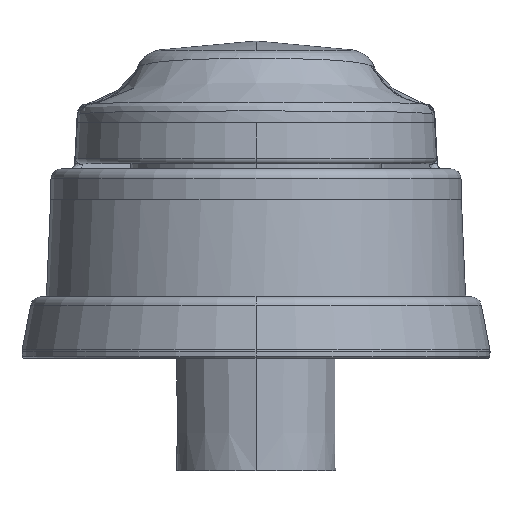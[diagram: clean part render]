
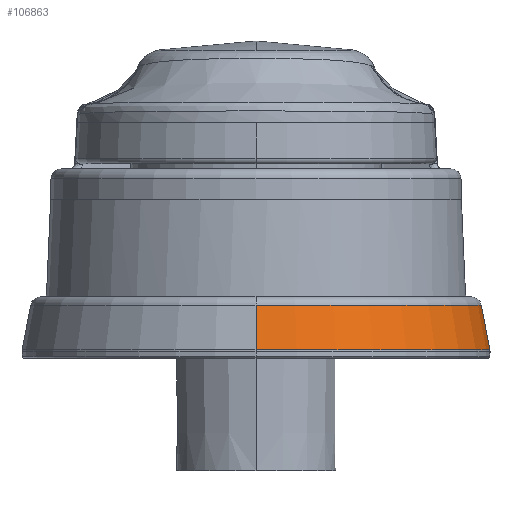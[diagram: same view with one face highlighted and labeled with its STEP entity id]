
A CAD part, front view. The second image highlights one B-rep face of the part: STEP entity #106863.
In plain terms, the highlighted conical face has half-angle 10.784 degrees and reference radius 21.85 mm.
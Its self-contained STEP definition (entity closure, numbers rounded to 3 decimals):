
#780 = ORIENTED_EDGE ( 'NONE', *, *, #87608, .T. ) ;
#10616 = CIRCLE ( 'NONE', #93542, 22.005 ) ;
#11379 = CARTESIAN_POINT ( 'NONE',  ( -22.832, 1.157, 0. ) ) ;
#18751 = LINE ( 'NONE', #130565, #125764 ) ;
#21739 = VERTEX_POINT ( 'NONE', #128105 ) ;
#25171 = ORIENTED_EDGE ( 'NONE', *, *, #54101, .T. ) ;
#26789 = DIRECTION ( 'NONE',  ( 0., 0.982, 0.187 ) ) ;
#28422 = DIRECTION ( 'NONE',  ( -0.187, 0.982, 0. ) ) ;
#32622 = EDGE_CURVE ( 'NONE', #21739, #105907, #120239, .T. ) ;
#37439 = DIRECTION ( 'NONE',  ( 0., 1., 0. ) ) ;
#38694 = ORIENTED_EDGE ( 'NONE', *, *, #56978, .T. ) ;
#44516 = CARTESIAN_POINT ( 'NONE',  ( 0., -3.187, 0. ) ) ;
#45483 = VERTEX_POINT ( 'NONE', #78647 ) ;
#49971 = VECTOR ( 'NONE', #28422, 1000. ) ;
#54101 = EDGE_CURVE ( 'NONE', #65616, #105907, #110024, .T. ) ;
#56978 = EDGE_CURVE ( 'NONE', #21739, #45483, #10616, .T. ) ;
#65616 = VERTEX_POINT ( 'NONE', #128233 ) ;
#68705 = FACE_OUTER_BOUND ( 'NONE', #119321, .T. ) ;
#69661 = CARTESIAN_POINT ( 'NONE',  ( -21.85, -4., 0. ) ) ;
#69732 = CONICAL_SURFACE ( 'NONE', #84557, 21.85, 0.188 ) ;
#73802 = DIRECTION ( 'NONE',  ( 0., 0., 1. ) ) ;
#78647 = CARTESIAN_POINT ( 'NONE',  ( 0., -3.187, 22.005 ) ) ;
#84557 = AXIS2_PLACEMENT_3D ( 'NONE', #109315, #37439, #88022 ) ;
#87608 = EDGE_CURVE ( 'NONE', #45483, #65616, #18751, .T. ) ;
#88022 = DIRECTION ( 'NONE',  ( 0., 0., 1. ) ) ;
#93542 = AXIS2_PLACEMENT_3D ( 'NONE', #44516, #124400, #73802 ) ;
#97729 = DIRECTION ( 'NONE',  ( 0., 0., -1. ) ) ;
#101489 = DIRECTION ( 'NONE',  ( 0., -1., 0. ) ) ;
#105907 = VERTEX_POINT ( 'NONE', #11379 ) ;
#106863 = ADVANCED_FACE ( 'NONE', ( #68705 ), #69732, .T. ) ;
#109315 = CARTESIAN_POINT ( 'NONE',  ( 0., -4., 0. ) ) ;
#110024 = CIRCLE ( 'NONE', #124911, 22.832 ) ;
#119321 = EDGE_LOOP ( 'NONE', ( #38694, #780, #25171, #123076 ) ) ;
#120239 = LINE ( 'NONE', #69661, #49971 ) ;
#122705 = CARTESIAN_POINT ( 'NONE',  ( 0., 1.157, 0. ) ) ;
#123076 = ORIENTED_EDGE ( 'NONE', *, *, #32622, .F. ) ;
#124400 = DIRECTION ( 'NONE',  ( 0., 1., 0. ) ) ;
#124911 = AXIS2_PLACEMENT_3D ( 'NONE', #122705, #101489, #97729 ) ;
#125764 = VECTOR ( 'NONE', #26789, 1000. ) ;
#128105 = CARTESIAN_POINT ( 'NONE',  ( -22.005, -3.187, 0. ) ) ;
#128233 = CARTESIAN_POINT ( 'NONE',  ( 0., 1.157, 22.832 ) ) ;
#130565 = CARTESIAN_POINT ( 'NONE',  ( 0., -4., 21.85 ) ) ;
